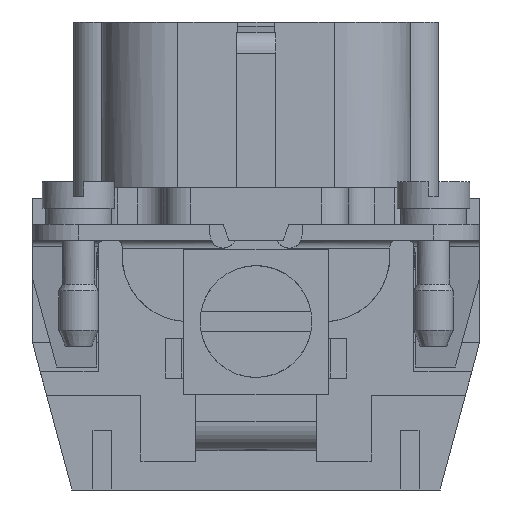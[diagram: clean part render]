
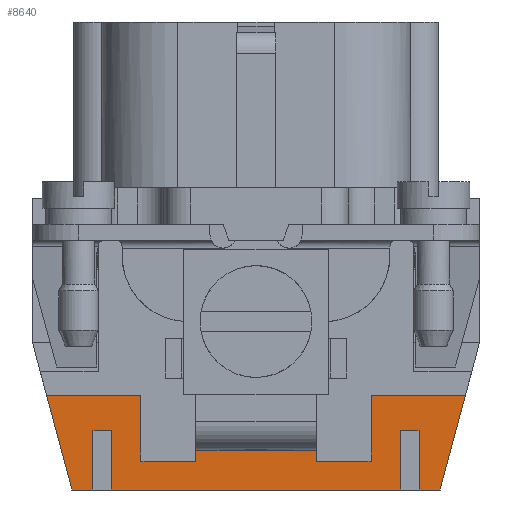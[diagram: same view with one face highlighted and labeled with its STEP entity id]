
A CAD part, left-side view. The second image highlights one B-rep face of the part: STEP entity #8640.
In plain terms, the highlighted planar face has unit normal (-1, 0, 0).
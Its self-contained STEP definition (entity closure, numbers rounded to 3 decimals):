
#8640=ADVANCED_FACE('',(#10692),#9933,.F.);
#9933=PLANE('',#35614);
#10692=FACE_OUTER_BOUND('',#11917,.T.);
#11917=EDGE_LOOP('',(#14064,#14065,#14066,#14067,#14068,#14069,#14070,#14071,
#14072,#14073,#14074,#14075,#14076,#14077,#14078,#14079));
#14064=ORIENTED_EDGE('',*,*,#23149,.F.);
#14065=ORIENTED_EDGE('',*,*,#23150,.F.);
#14066=ORIENTED_EDGE('',*,*,#23151,.F.);
#14067=ORIENTED_EDGE('',*,*,#23152,.F.);
#14068=ORIENTED_EDGE('',*,*,#23153,.F.);
#14069=ORIENTED_EDGE('',*,*,#23154,.F.);
#14070=ORIENTED_EDGE('',*,*,#23155,.F.);
#14071=ORIENTED_EDGE('',*,*,#23156,.F.);
#14072=ORIENTED_EDGE('',*,*,#23157,.F.);
#14073=ORIENTED_EDGE('',*,*,#23158,.F.);
#14074=ORIENTED_EDGE('',*,*,#23159,.F.);
#14075=ORIENTED_EDGE('',*,*,#23160,.F.);
#14076=ORIENTED_EDGE('',*,*,#23161,.F.);
#14077=ORIENTED_EDGE('',*,*,#23162,.F.);
#14078=ORIENTED_EDGE('',*,*,#23163,.F.);
#14079=ORIENTED_EDGE('',*,*,#23164,.F.);
#20848=VERTEX_POINT('',#45835);
#20849=VERTEX_POINT('',#45836);
#20850=VERTEX_POINT('',#45838);
#20851=VERTEX_POINT('',#45840);
#20852=VERTEX_POINT('',#45842);
#20853=VERTEX_POINT('',#45844);
#20854=VERTEX_POINT('',#45846);
#20855=VERTEX_POINT('',#45848);
#20856=VERTEX_POINT('',#45850);
#20857=VERTEX_POINT('',#45852);
#20858=VERTEX_POINT('',#45854);
#20859=VERTEX_POINT('',#45856);
#20860=VERTEX_POINT('',#45858);
#20861=VERTEX_POINT('',#45860);
#20862=VERTEX_POINT('',#45862);
#20863=VERTEX_POINT('',#45864);
#23149=EDGE_CURVE('',#20848,#20849,#29081,.T.);
#23150=EDGE_CURVE('',#20850,#20848,#29082,.T.);
#23151=EDGE_CURVE('',#20851,#20850,#29083,.T.);
#23152=EDGE_CURVE('',#20852,#20851,#29084,.T.);
#23153=EDGE_CURVE('',#20853,#20852,#29085,.T.);
#23154=EDGE_CURVE('',#20854,#20853,#29086,.T.);
#23155=EDGE_CURVE('',#20855,#20854,#29087,.T.);
#23156=EDGE_CURVE('',#20856,#20855,#29088,.T.);
#23157=EDGE_CURVE('',#20857,#20856,#29089,.T.);
#23158=EDGE_CURVE('',#20858,#20857,#29090,.T.);
#23159=EDGE_CURVE('',#20859,#20858,#29091,.T.);
#23160=EDGE_CURVE('',#20860,#20859,#29092,.T.);
#23161=EDGE_CURVE('',#20861,#20860,#29093,.T.);
#23162=EDGE_CURVE('',#20862,#20861,#29094,.T.);
#23163=EDGE_CURVE('',#20863,#20862,#29095,.T.);
#23164=EDGE_CURVE('',#20849,#20863,#29096,.T.);
#29081=LINE('',#45834,#31387);
#29082=LINE('',#45837,#31388);
#29083=LINE('',#45839,#31389);
#29084=LINE('',#45841,#31390);
#29085=LINE('',#45843,#31391);
#29086=LINE('',#45845,#31392);
#29087=LINE('',#45847,#31393);
#29088=LINE('',#45849,#31394);
#29089=LINE('',#45851,#31395);
#29090=LINE('',#45853,#31396);
#29091=LINE('',#45855,#31397);
#29092=LINE('',#45857,#31398);
#29093=LINE('',#45859,#31399);
#29094=LINE('',#45861,#31400);
#29095=LINE('',#45863,#31401);
#29096=LINE('',#45865,#31402);
#31387=VECTOR('',#37872,1.);
#31388=VECTOR('',#37873,1.);
#31389=VECTOR('',#37874,1.);
#31390=VECTOR('',#37875,1.);
#31391=VECTOR('',#37876,1.);
#31392=VECTOR('',#37877,1.);
#31393=VECTOR('',#37878,1.);
#31394=VECTOR('',#37879,1.);
#31395=VECTOR('',#37880,1.);
#31396=VECTOR('',#37881,1.);
#31397=VECTOR('',#37882,1.);
#31398=VECTOR('',#37883,1.);
#31399=VECTOR('',#37884,1.);
#31400=VECTOR('',#37885,1.);
#31401=VECTOR('',#37886,1.);
#31402=VECTOR('',#37887,1.);
#35614=AXIS2_PLACEMENT_3D('',#45866,#37888,#37889);
#37872=DIRECTION('',(0.,0.,1.));
#37873=DIRECTION('',(0.,-1.,0.));
#37874=DIRECTION('',(0.,0.,-1.));
#37875=DIRECTION('',(0.,-1.,0.));
#37876=DIRECTION('',(0.,0.259,0.966));
#37877=DIRECTION('',(0.,1.,0.));
#37878=DIRECTION('',(0.,0.,-1.));
#37879=DIRECTION('',(0.,1.,0.));
#37880=DIRECTION('',(0.,0.,1.));
#37881=DIRECTION('',(0.,1.,0.));
#37882=DIRECTION('',(0.,0.,-1.));
#37883=DIRECTION('',(0.,1.,0.));
#37884=DIRECTION('',(0.,0.,1.));
#37885=DIRECTION('',(0.,1.,0.));
#37886=DIRECTION('',(0.,0.259,-0.966));
#37887=DIRECTION('',(0.,-1.,0.));
#37888=DIRECTION('',(1.,0.,0.));
#37889=DIRECTION('',(0.,-1.,0.));
#45834=CARTESIAN_POINT('',(-27.75,-8.75,-14.8));
#45835=CARTESIAN_POINT('',(-27.75,-8.75,-14.8));
#45836=CARTESIAN_POINT('',(-27.75,-8.75,-11.8));
#45837=CARTESIAN_POINT('',(-27.75,8.75,-14.8));
#45838=CARTESIAN_POINT('',(-27.75,8.75,-14.8));
#45839=CARTESIAN_POINT('',(-27.75,8.75,-11.8));
#45840=CARTESIAN_POINT('',(-27.75,8.75,-11.8));
#45841=CARTESIAN_POINT('',(-27.75,15.928,-11.8));
#45842=CARTESIAN_POINT('',(-27.75,15.928,-11.8));
#45843=CARTESIAN_POINT('',(-27.75,14.297,-17.888));
#45844=CARTESIAN_POINT('',(-27.75,13.999,-19.));
#45845=CARTESIAN_POINT('',(-27.75,12.4,-19.));
#45846=CARTESIAN_POINT('',(-27.75,12.4,-19.));
#45847=CARTESIAN_POINT('',(-27.75,12.4,-14.5));
#45848=CARTESIAN_POINT('',(-27.75,12.4,-14.5));
#45849=CARTESIAN_POINT('',(-27.75,11.,-14.5));
#45850=CARTESIAN_POINT('',(-27.75,11.,-14.5));
#45851=CARTESIAN_POINT('',(-27.75,11.,-19.));
#45852=CARTESIAN_POINT('',(-27.75,11.,-19.));
#45853=CARTESIAN_POINT('',(-27.75,-11.,-19.));
#45854=CARTESIAN_POINT('',(-27.75,-11.,-19.));
#45855=CARTESIAN_POINT('',(-27.75,-11.,-14.5));
#45856=CARTESIAN_POINT('',(-27.75,-11.,-14.5));
#45857=CARTESIAN_POINT('',(-27.75,-12.4,-14.5));
#45858=CARTESIAN_POINT('',(-27.75,-12.4,-14.5));
#45859=CARTESIAN_POINT('',(-27.75,-12.4,-19.));
#45860=CARTESIAN_POINT('',(-27.75,-12.4,-19.));
#45861=CARTESIAN_POINT('',(-27.75,-12.848,-19.));
#45862=CARTESIAN_POINT('',(-27.75,-13.999,-19.));
#45863=CARTESIAN_POINT('',(-27.75,-15.928,-11.8));
#45864=CARTESIAN_POINT('',(-27.75,-15.928,-11.8));
#45865=CARTESIAN_POINT('',(-27.75,-8.75,-11.8));
#45866=CARTESIAN_POINT('',(-27.75,18.409,10.3));
